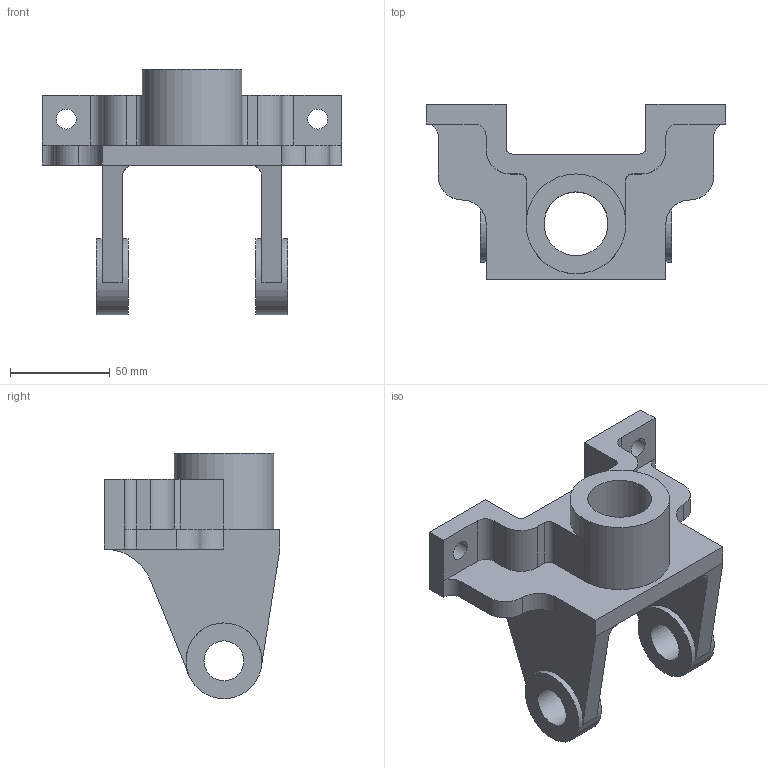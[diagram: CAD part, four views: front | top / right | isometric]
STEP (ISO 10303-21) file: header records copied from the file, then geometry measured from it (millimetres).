
FILE_DESCRIPTION(('Open CASCADE Model'),'2;1');
FILE_NAME('Open CASCADE Shape Model','2021-01-08T16:33:53',('Author'),( 'Open CASCADE'),'Open CASCADE STEP processor 7.5','Open CASCADE 7.5' ,'Unknown');
FILE_SCHEMA(('AUTOMOTIVE_DESIGN { 1 0 10303 214 1 1 1 1 }'));
Length unit declared in the file: millimetre
Products named in the file (1): Open CASCADE STEP translator 7.5 1
Bounding box: 150 x 88 x 123 mm (x, y, z)
Volume: 255370.4 mm3; surface area: 58550.2 mm2
Topology: 1 solids, 1 shells, 60 faces, 169 edges, 111 vertices
Faces by surface type: plane 34, cylinder 26
Full cylindrical faces by diameter (mm): 10 x2, 20 x2, 32 x1, 38 x2, 50 x1
Entity records: 4410 total; most frequent: CARTESIAN_POINT 1055, DIRECTION 632, LINE 358, VECTOR 358, ORIENTED_EDGE 338, PCURVE 338, DEFINITIONAL_REPRESENTATION 338, EDGE_CURVE 169
